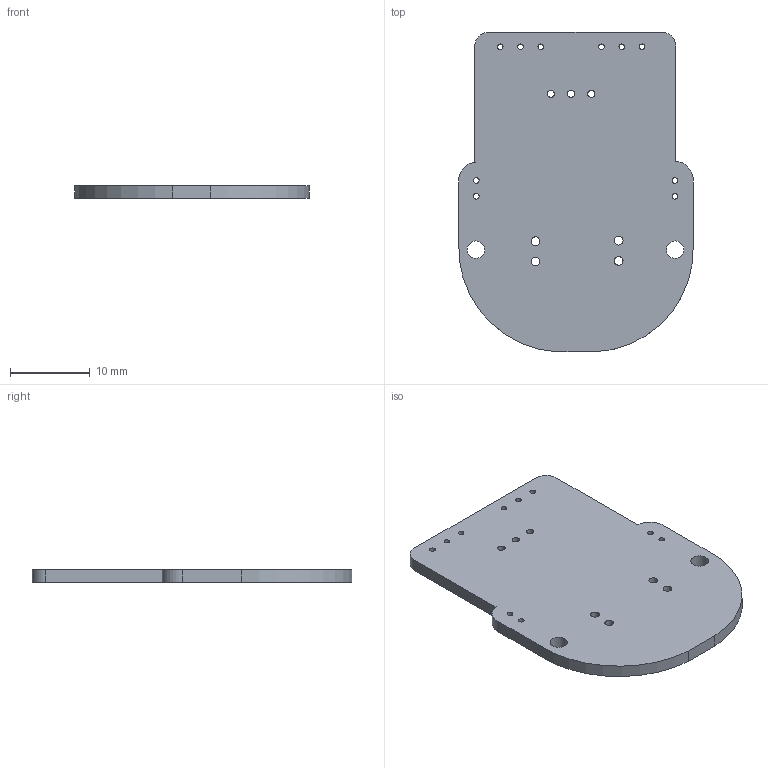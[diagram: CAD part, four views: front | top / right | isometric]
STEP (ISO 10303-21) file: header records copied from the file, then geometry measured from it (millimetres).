
FILE_DESCRIPTION(('FreeCAD Model'),'2;1');
FILE_NAME('circus_agent.step','2018-07-15T22:27:55',( 'Author'),(''),'Open CASCADE STEP processor 7.2','FreeCAD','Unknown' );
FILE_SCHEMA(('AUTOMOTIVE_DESIGN { 1 0 10303 214 1 1 1 1 }'));
Length unit declared in the file: millimetre
Products named in the file (1): Board_outline
Bounding box: 29.4 x 40.1 x 1.6 mm (x, y, z)
Volume: 1628.8 mm3; surface area: 2328.3 mm2
Topology: 1 solids, 1 shells, 34 faces, 96 edges, 64 vertices
Faces by surface type: cylinder 25, plane 9
Full cylindrical faces by diameter (mm): 0.7 x10, 0.9 x3, 1.1 x4, 2.2 x2
Entity records: 2475 total; most frequent: DIRECTION 408, CARTESIAN_POINT 387, ORIENTED_EDGE 192, PCURVE 192, DEFINITIONAL_REPRESENTATION 192, LINE 188, VECTOR 188, CIRCLE 100
